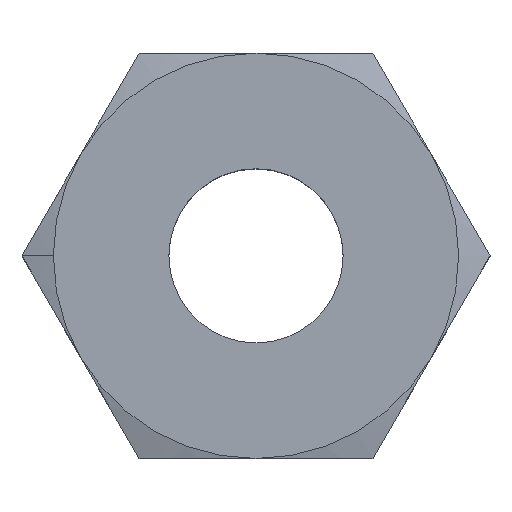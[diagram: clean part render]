
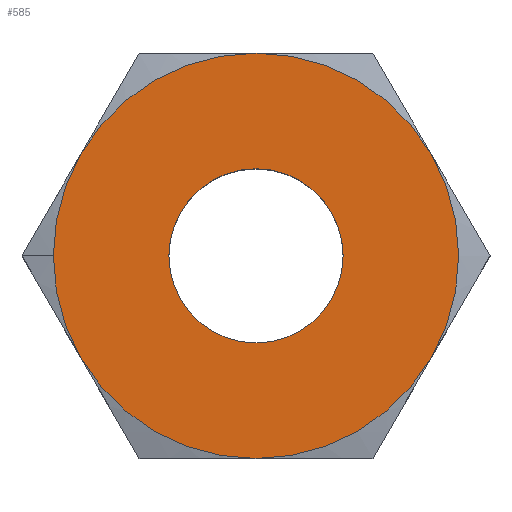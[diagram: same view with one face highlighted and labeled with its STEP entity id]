
A CAD part, top view. The second image highlights one B-rep face of the part: STEP entity #585.
In plain terms, the highlighted planar face has unit normal (0, 0, 1).
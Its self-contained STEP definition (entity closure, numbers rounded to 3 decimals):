
#9 = CARTESIAN_POINT ( 'NONE',  ( 0., 0., 0.715 ) ) ;
#13 = DIRECTION ( 'NONE',  ( 0., 0., 1. ) ) ;
#39 = VERTEX_POINT ( 'NONE', #241 ) ;
#45 = AXIS2_PLACEMENT_3D ( 'NONE', #454, #726, #687 ) ;
#66 = EDGE_CURVE ( 'NONE', #164, #519, #553, .T. ) ;
#73 = DIRECTION ( 'NONE',  ( 0., 0., 1. ) ) ;
#90 = CARTESIAN_POINT ( 'NONE',  ( 0., 0., 0.715 ) ) ;
#98 = DIRECTION ( 'NONE',  ( 1., 0., 0. ) ) ;
#99 = CARTESIAN_POINT ( 'NONE',  ( 0.715, 0., 0.715 ) ) ;
#102 = DIRECTION ( 'NONE',  ( 0., 0., 1. ) ) ;
#127 = PLANE ( 'NONE',  #303 ) ;
#129 = ORIENTED_EDGE ( 'NONE', *, *, #433, .F. ) ;
#133 = AXIS2_PLACEMENT_3D ( 'NONE', #438, #623, #253 ) ;
#141 = CARTESIAN_POINT ( 'NONE',  ( 0., 0., 0.715 ) ) ;
#146 = DIRECTION ( 'NONE',  ( 1., 0., 0. ) ) ;
#148 = VERTEX_POINT ( 'NONE', #301 ) ;
#157 = CARTESIAN_POINT ( 'NONE',  ( -0.715, 0., 0.715 ) ) ;
#158 = DIRECTION ( 'NONE',  ( 0., 0., 1. ) ) ;
#164 = VERTEX_POINT ( 'NONE', #157 ) ;
#165 = VERTEX_POINT ( 'NONE', #572 ) ;
#172 = EDGE_CURVE ( 'NONE', #519, #164, #707, .T. ) ;
#204 = CARTESIAN_POINT ( 'NONE',  ( -1.664, 0., 0.715 ) ) ;
#210 = ORIENTED_EDGE ( 'NONE', *, *, #594, .T. ) ;
#225 = EDGE_CURVE ( 'NONE', #165, #39, #514, .T. ) ;
#229 = ORIENTED_EDGE ( 'NONE', *, *, #389, .T. ) ;
#238 = VERTEX_POINT ( 'NONE', #600 ) ;
#241 = CARTESIAN_POINT ( 'NONE',  ( 0., -1.664, 0.715 ) ) ;
#253 = DIRECTION ( 'NONE',  ( 1., 0., 0. ) ) ;
#260 = CIRCLE ( 'NONE', #460, 1.664 ) ;
#297 = DIRECTION ( 'NONE',  ( 0., 0., 1. ) ) ;
#301 = CARTESIAN_POINT ( 'NONE',  ( 1.441, 0.832, 0.715 ) ) ;
#303 = AXIS2_PLACEMENT_3D ( 'NONE', #9, #73, #661 ) ;
#310 = DIRECTION ( 'NONE',  ( 1., 0., 0. ) ) ;
#316 = CIRCLE ( 'NONE', #45, 1.664 ) ;
#328 = CARTESIAN_POINT ( 'NONE',  ( 0., 1.664, 0.715 ) ) ;
#337 = AXIS2_PLACEMENT_3D ( 'NONE', #505, #158, #98 ) ;
#351 = FACE_OUTER_BOUND ( 'NONE', #749, .T. ) ;
#368 = DIRECTION ( 'NONE',  ( 1., 0., 0. ) ) ;
#371 = DIRECTION ( 'NONE',  ( 1., 0., 0. ) ) ;
#389 = EDGE_CURVE ( 'NONE', #464, #398, #756, .T. ) ;
#390 = ORIENTED_EDGE ( 'NONE', *, *, #225, .T. ) ;
#398 = VERTEX_POINT ( 'NONE', #204 ) ;
#406 = EDGE_LOOP ( 'NONE', ( #535, #536 ) ) ;
#420 = AXIS2_PLACEMENT_3D ( 'NONE', #660, #590, #371 ) ;
#426 = CIRCLE ( 'NONE', #337, 1.664 ) ;
#433 = EDGE_CURVE ( 'NONE', #464, #449, #316, .T. ) ;
#438 = CARTESIAN_POINT ( 'NONE',  ( 0., 0., 0.715 ) ) ;
#449 = VERTEX_POINT ( 'NONE', #328 ) ;
#454 = CARTESIAN_POINT ( 'NONE',  ( 0., 0., 0.715 ) ) ;
#459 = CARTESIAN_POINT ( 'NONE',  ( -1.441, 0.832, 0.715 ) ) ;
#460 = AXIS2_PLACEMENT_3D ( 'NONE', #582, #102, #752 ) ;
#464 = VERTEX_POINT ( 'NONE', #459 ) ;
#487 = AXIS2_PLACEMENT_3D ( 'NONE', #90, #509, #146 ) ;
#505 = CARTESIAN_POINT ( 'NONE',  ( 0., 0., 0.715 ) ) ;
#509 = DIRECTION ( 'NONE',  ( 0., 0., 1. ) ) ;
#514 = CIRCLE ( 'NONE', #731, 1.664 ) ;
#519 = VERTEX_POINT ( 'NONE', #99 ) ;
#535 = ORIENTED_EDGE ( 'NONE', *, *, #172, .F. ) ;
#536 = ORIENTED_EDGE ( 'NONE', *, *, #66, .F. ) ;
#553 = CIRCLE ( 'NONE', #631, 0.715 ) ;
#554 = DIRECTION ( 'NONE',  ( 1., 0., 0. ) ) ;
#572 = CARTESIAN_POINT ( 'NONE',  ( -1.441, -0.832, 0.715 ) ) ;
#579 = CIRCLE ( 'NONE', #133, 1.664 ) ;
#582 = CARTESIAN_POINT ( 'NONE',  ( 0., 0., 0.715 ) ) ;
#585 = ADVANCED_FACE ( 'NONE', ( #741, #351 ), #127, .T. ) ;
#588 = CARTESIAN_POINT ( 'NONE',  ( 0., 0., 0.715 ) ) ;
#590 = DIRECTION ( 'NONE',  ( 0., 0., 1. ) ) ;
#593 = CARTESIAN_POINT ( 'NONE',  ( 0., 0., 0.715 ) ) ;
#594 = EDGE_CURVE ( 'NONE', #238, #148, #579, .T. ) ;
#599 = CIRCLE ( 'NONE', #667, 1.664 ) ;
#600 = CARTESIAN_POINT ( 'NONE',  ( 1.441, -0.832, 0.715 ) ) ;
#620 = ORIENTED_EDGE ( 'NONE', *, *, #735, .T. ) ;
#623 = DIRECTION ( 'NONE',  ( 0., 0., 1. ) ) ;
#625 = EDGE_CURVE ( 'NONE', #39, #238, #599, .T. ) ;
#631 = AXIS2_PLACEMENT_3D ( 'NONE', #588, #659, #368 ) ;
#659 = DIRECTION ( 'NONE',  ( 0., 0., 1. ) ) ;
#660 = CARTESIAN_POINT ( 'NONE',  ( 0., 0., 0.715 ) ) ;
#661 = DIRECTION ( 'NONE',  ( 1., 0., 0. ) ) ;
#667 = AXIS2_PLACEMENT_3D ( 'NONE', #141, #13, #554 ) ;
#673 = ORIENTED_EDGE ( 'NONE', *, *, #759, .T. ) ;
#687 = DIRECTION ( 'NONE',  ( -1., 0., 0. ) ) ;
#707 = CIRCLE ( 'NONE', #420, 0.715 ) ;
#726 = DIRECTION ( 'NONE',  ( 0., 0., -1. ) ) ;
#731 = AXIS2_PLACEMENT_3D ( 'NONE', #593, #297, #310 ) ;
#735 = EDGE_CURVE ( 'NONE', #398, #165, #426, .T. ) ;
#741 = FACE_BOUND ( 'NONE', #406, .T. ) ;
#749 = EDGE_LOOP ( 'NONE', ( #210, #673, #129, #229, #620, #390, #753 ) ) ;
#752 = DIRECTION ( 'NONE',  ( 1., 0., 0. ) ) ;
#753 = ORIENTED_EDGE ( 'NONE', *, *, #625, .T. ) ;
#756 = CIRCLE ( 'NONE', #487, 1.664 ) ;
#759 = EDGE_CURVE ( 'NONE', #148, #449, #260, .T. ) ;
